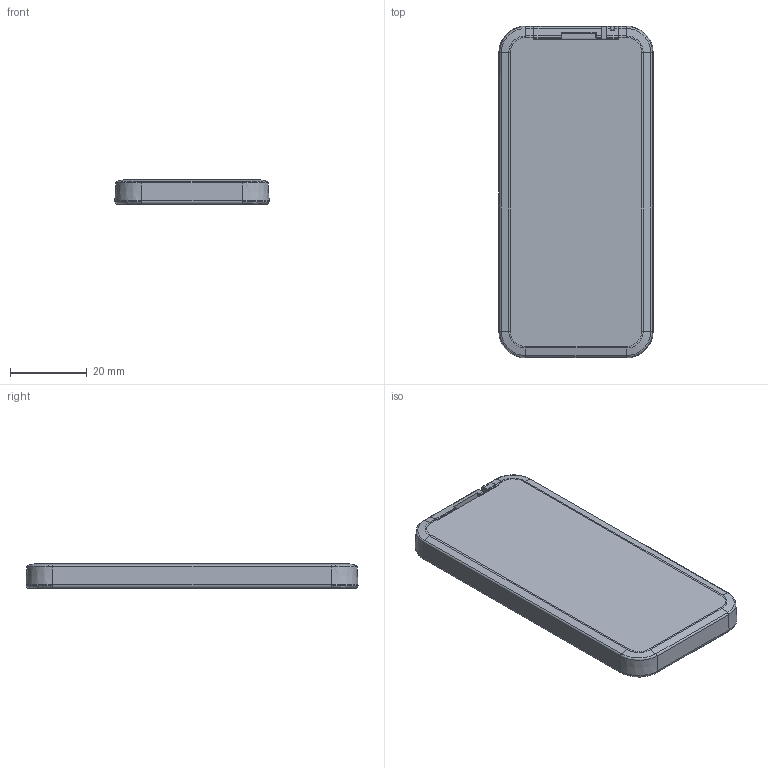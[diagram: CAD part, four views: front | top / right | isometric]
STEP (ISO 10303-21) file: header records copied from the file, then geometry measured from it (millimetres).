
FILE_DESCRIPTION (( 'STEP AP203' ), '1' );
FILE_NAME ('RF 212A.STEP', '2016-10-12T10:16:03', ( 'admin' ), ( 'Hewlett-Packard Company' ), 'SwSTEP 2.0', 'SolidWorks 2016', '' );
FILE_SCHEMA (( 'CONFIG_CONTROL_DESIGN' ));
Length unit declared in the file: millimetre
Products named in the file (1): RF 212A
Bounding box: 40.2 x 86.5 x 6.5 mm (x, y, z)
Volume: 20878.6 mm3; surface area: 8715.6 mm2
Topology: 1 solids, 2 shells, 134 faces, 329 edges, 202 vertices
Faces by surface type: plane 61, cylinder 33, bspline 20, torus 12, cone 8
Entity records: 4458 total; most frequent: CARTESIAN_POINT 1449, ORIENTED_EDGE 650, DIRECTION 560, EDGE_CURVE 325, VERTEX_POINT 202, AXIS2_PLACEMENT_3D 201, VECTOR 158, LINE 158
